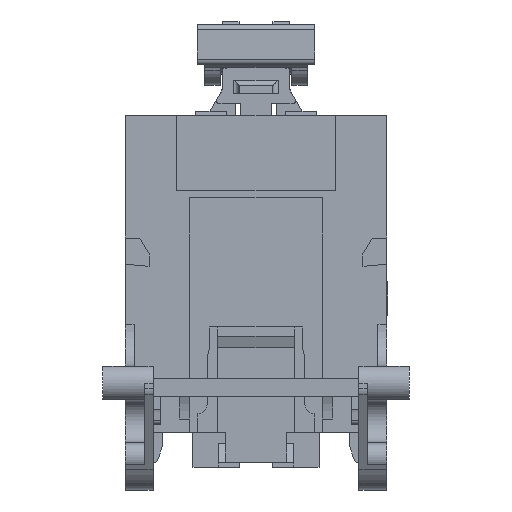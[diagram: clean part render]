
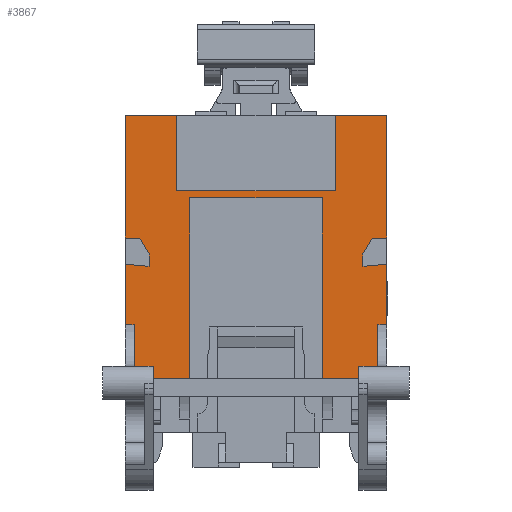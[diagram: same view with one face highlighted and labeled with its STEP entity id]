
A CAD part, front view. The second image highlights one B-rep face of the part: STEP entity #3867.
In plain terms, the highlighted face is planar.
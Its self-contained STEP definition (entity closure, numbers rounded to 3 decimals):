
#3867=ADVANCED_FACE('',(#10030),#7167,.T.);
#7167=PLANE('',#62060);
#10030=FACE_OUTER_BOUND('',#13315,.T.);
#13315=EDGE_LOOP('',(#18851,#18852,#18853,#18854,#18855,#18856,#18857,#18858,
#18859,#18860,#18861,#18862,#18863,#18864,#18865,#18866,#18867,#18868,#18869,
#18870,#18871,#18872,#18873,#18874,#18875,#18876,#18877,#18878,#18879,#18880));
#18851=ORIENTED_EDGE('',*,*,#40431,.T.);
#18852=ORIENTED_EDGE('',*,*,#40432,.T.);
#18853=ORIENTED_EDGE('',*,*,#40433,.T.);
#18854=ORIENTED_EDGE('',*,*,#40434,.T.);
#18855=ORIENTED_EDGE('',*,*,#40435,.F.);
#18856=ORIENTED_EDGE('',*,*,#40279,.F.);
#18857=ORIENTED_EDGE('',*,*,#40436,.T.);
#18858=ORIENTED_EDGE('',*,*,#40265,.F.);
#18859=ORIENTED_EDGE('',*,*,#40437,.F.);
#18860=ORIENTED_EDGE('',*,*,#40438,.F.);
#18861=ORIENTED_EDGE('',*,*,#40290,.T.);
#18862=ORIENTED_EDGE('',*,*,#40439,.F.);
#18863=ORIENTED_EDGE('',*,*,#40282,.T.);
#18864=ORIENTED_EDGE('',*,*,#40440,.F.);
#18865=ORIENTED_EDGE('',*,*,#40441,.T.);
#18866=ORIENTED_EDGE('',*,*,#40442,.F.);
#18867=ORIENTED_EDGE('',*,*,#40443,.F.);
#18868=ORIENTED_EDGE('',*,*,#40274,.F.);
#18869=ORIENTED_EDGE('',*,*,#40444,.T.);
#18870=ORIENTED_EDGE('',*,*,#40445,.T.);
#18871=ORIENTED_EDGE('',*,*,#40446,.T.);
#18872=ORIENTED_EDGE('',*,*,#40447,.T.);
#18873=ORIENTED_EDGE('',*,*,#40448,.T.);
#18874=ORIENTED_EDGE('',*,*,#40449,.T.);
#18875=ORIENTED_EDGE('',*,*,#39866,.T.);
#18876=ORIENTED_EDGE('',*,*,#40450,.F.);
#18877=ORIENTED_EDGE('',*,*,#40451,.F.);
#18878=ORIENTED_EDGE('',*,*,#40452,.T.);
#18879=ORIENTED_EDGE('',*,*,#39862,.T.);
#18880=ORIENTED_EDGE('',*,*,#40453,.F.);
#34061=VERTEX_POINT('',#83497);
#34062=VERTEX_POINT('',#83499);
#34065=VERTEX_POINT('',#83505);
#34066=VERTEX_POINT('',#83507);
#34397=VERTEX_POINT('',#84397);
#34399=VERTEX_POINT('',#84400);
#34407=VERTEX_POINT('',#84419);
#34408=VERTEX_POINT('',#84420);
#34411=VERTEX_POINT('',#84428);
#34412=VERTEX_POINT('',#84430);
#34413=VERTEX_POINT('',#84434);
#34414=VERTEX_POINT('',#84436);
#34420=VERTEX_POINT('',#84451);
#34421=VERTEX_POINT('',#84452);
#34556=VERTEX_POINT('',#84747);
#34557=VERTEX_POINT('',#84748);
#34558=VERTEX_POINT('',#84750);
#34559=VERTEX_POINT('',#84752);
#34560=VERTEX_POINT('',#84754);
#34561=VERTEX_POINT('',#84758);
#34562=VERTEX_POINT('',#84762);
#34563=VERTEX_POINT('',#84764);
#34564=VERTEX_POINT('',#84766);
#34565=VERTEX_POINT('',#84769);
#34566=VERTEX_POINT('',#84771);
#34567=VERTEX_POINT('',#84773);
#34568=VERTEX_POINT('',#84775);
#34569=VERTEX_POINT('',#84777);
#34570=VERTEX_POINT('',#84780);
#34571=VERTEX_POINT('',#84782);
#39862=EDGE_CURVE('',#34062,#34061,#48131,.T.);
#39866=EDGE_CURVE('',#34066,#34065,#48135,.T.);
#40265=EDGE_CURVE('',#34397,#34399,#48512,.T.);
#40274=EDGE_CURVE('',#34407,#34408,#48521,.T.);
#40279=EDGE_CURVE('',#34411,#34412,#48523,.T.);
#40282=EDGE_CURVE('',#34414,#34413,#48525,.T.);
#40290=EDGE_CURVE('',#34420,#34421,#48532,.T.);
#40431=EDGE_CURVE('',#34556,#34557,#48664,.T.);
#40432=EDGE_CURVE('',#34557,#34558,#48665,.T.);
#40433=EDGE_CURVE('',#34558,#34559,#48666,.T.);
#40434=EDGE_CURVE('',#34559,#34560,#48667,.T.);
#40435=EDGE_CURVE('',#34412,#34560,#48668,.T.);
#40436=EDGE_CURVE('',#34411,#34399,#48669,.T.);
#40437=EDGE_CURVE('',#34561,#34397,#48670,.T.);
#40438=EDGE_CURVE('',#34420,#34561,#48671,.T.);
#40439=EDGE_CURVE('',#34414,#34421,#48672,.T.);
#40440=EDGE_CURVE('',#34562,#34413,#48673,.T.);
#40441=EDGE_CURVE('',#34562,#34563,#48674,.T.);
#40442=EDGE_CURVE('',#34564,#34563,#48675,.T.);
#40443=EDGE_CURVE('',#34408,#34564,#48676,.T.);
#40444=EDGE_CURVE('',#34407,#34565,#48677,.T.);
#40445=EDGE_CURVE('',#34565,#34566,#48678,.T.);
#40446=EDGE_CURVE('',#34566,#34567,#48679,.T.);
#40447=EDGE_CURVE('',#34567,#34568,#48680,.T.);
#40448=EDGE_CURVE('',#34568,#34569,#48681,.T.);
#40449=EDGE_CURVE('',#34569,#34066,#48682,.T.);
#40450=EDGE_CURVE('',#34570,#34065,#48683,.T.);
#40451=EDGE_CURVE('',#34571,#34570,#48684,.T.);
#40452=EDGE_CURVE('',#34571,#34062,#48685,.T.);
#40453=EDGE_CURVE('',#34556,#34061,#48686,.T.);
#48131=LINE('',#83498,#55339);
#48135=LINE('',#83506,#55343);
#48512=LINE('',#84399,#55720);
#48521=LINE('',#84418,#55729);
#48523=LINE('',#84429,#55731);
#48525=LINE('',#84435,#55733);
#48532=LINE('',#84450,#55740);
#48664=LINE('',#84746,#55872);
#48665=LINE('',#84749,#55873);
#48666=LINE('',#84751,#55874);
#48667=LINE('',#84753,#55875);
#48668=LINE('',#84755,#55876);
#48669=LINE('',#84756,#55877);
#48670=LINE('',#84757,#55878);
#48671=LINE('',#84759,#55879);
#48672=LINE('',#84760,#55880);
#48673=LINE('',#84761,#55881);
#48674=LINE('',#84763,#55882);
#48675=LINE('',#84765,#55883);
#48676=LINE('',#84767,#55884);
#48677=LINE('',#84768,#55885);
#48678=LINE('',#84770,#55886);
#48679=LINE('',#84772,#55887);
#48680=LINE('',#84774,#55888);
#48681=LINE('',#84776,#55889);
#48682=LINE('',#84778,#55890);
#48683=LINE('',#84779,#55891);
#48684=LINE('',#84781,#55892);
#48685=LINE('',#84783,#55893);
#48686=LINE('',#84784,#55894);
#55339=VECTOR('',#67539,1.);
#55343=VECTOR('',#67543,1.);
#55720=VECTOR('',#68030,1.);
#55729=VECTOR('',#68043,1.);
#55731=VECTOR('',#68053,1.);
#55733=VECTOR('',#68059,1.);
#55740=VECTOR('',#68070,1.);
#55872=VECTOR('',#68218,1.);
#55873=VECTOR('',#68219,1.);
#55874=VECTOR('',#68220,1.);
#55875=VECTOR('',#68221,1.);
#55876=VECTOR('',#68222,1.);
#55877=VECTOR('',#68223,1.);
#55878=VECTOR('',#68224,1.);
#55879=VECTOR('',#68225,1.);
#55880=VECTOR('',#68226,1.);
#55881=VECTOR('',#68227,1.);
#55882=VECTOR('',#68228,1.);
#55883=VECTOR('',#68229,1.);
#55884=VECTOR('',#68230,1.);
#55885=VECTOR('',#68231,1.);
#55886=VECTOR('',#68232,1.);
#55887=VECTOR('',#68233,1.);
#55888=VECTOR('',#68234,1.);
#55889=VECTOR('',#68235,1.);
#55890=VECTOR('',#68236,1.);
#55891=VECTOR('',#68237,1.);
#55892=VECTOR('',#68238,1.);
#55893=VECTOR('',#68239,1.);
#55894=VECTOR('',#68240,1.);
#62060=AXIS2_PLACEMENT_3D('',#84785,#68241,#68242);
#67539=DIRECTION('',(-1.,0.,0.));
#67543=DIRECTION('',(-1.,0.,0.));
#68030=DIRECTION('',(-1.,0.,0.));
#68043=DIRECTION('',(-1.,0.,0.));
#68053=DIRECTION('',(-1.,0.,0.));
#68059=DIRECTION('',(0.,-1.,0.));
#68070=DIRECTION('',(0.,1.,0.));
#68218=DIRECTION('',(1.,0.,0.));
#68219=DIRECTION('',(0.5,-0.866,0.));
#68220=DIRECTION('',(0.,-1.,0.));
#68221=DIRECTION('',(-0.996,0.087,0.));
#68222=DIRECTION('',(0.,1.,0.));
#68223=DIRECTION('',(0.,-1.,0.));
#68224=DIRECTION('',(0.,1.,0.));
#68225=DIRECTION('',(-1.,0.,0.));
#68226=DIRECTION('',(-1.,0.,0.));
#68227=DIRECTION('',(-1.,0.,0.));
#68228=DIRECTION('',(0.,1.,0.));
#68229=DIRECTION('',(-1.,0.,0.));
#68230=DIRECTION('',(0.,-1.,0.));
#68231=DIRECTION('',(0.,1.,0.));
#68232=DIRECTION('',(-0.996,-0.087,0.));
#68233=DIRECTION('',(0.,1.,0.));
#68234=DIRECTION('',(0.5,0.866,0.));
#68235=DIRECTION('',(1.,0.,0.));
#68236=DIRECTION('',(0.,1.,0.));
#68237=DIRECTION('',(0.,1.,0.));
#68238=DIRECTION('',(1.,0.,0.));
#68239=DIRECTION('',(0.,1.,0.));
#68240=DIRECTION('',(0.,1.,0.));
#68241=DIRECTION('',(0.,0.,1.));
#68242=DIRECTION('',(1.,0.,0.));
#83497=CARTESIAN_POINT('',(-12.7,30.85,4.6));
#83498=CARTESIAN_POINT('',(12.7,30.85,4.6));
#83499=CARTESIAN_POINT('',(-7.7,30.85,4.6));
#83505=CARTESIAN_POINT('',(7.7,30.85,4.6));
#83506=CARTESIAN_POINT('',(12.7,30.85,4.6));
#83507=CARTESIAN_POINT('',(12.7,30.85,4.6));
#84397=CARTESIAN_POINT('',(-10.,6.45,4.6));
#84399=CARTESIAN_POINT('',(11.85,6.45,4.6));
#84400=CARTESIAN_POINT('',(-11.85,6.45,4.6));
#84418=CARTESIAN_POINT('',(12.7,10.45,4.6));
#84419=CARTESIAN_POINT('',(12.7,10.45,4.6));
#84420=CARTESIAN_POINT('',(11.85,10.45,4.6));
#84428=CARTESIAN_POINT('',(-11.85,10.45,4.6));
#84429=CARTESIAN_POINT('',(12.7,10.45,4.6));
#84430=CARTESIAN_POINT('',(-12.7,10.45,4.6));
#84434=CARTESIAN_POINT('',(6.45,5.25,4.6));
#84435=CARTESIAN_POINT('',(6.45,10.45,4.6));
#84436=CARTESIAN_POINT('',(6.45,22.8,4.6));
#84450=CARTESIAN_POINT('',(-6.45,10.45,4.6));
#84451=CARTESIAN_POINT('',(-6.45,5.25,4.6));
#84452=CARTESIAN_POINT('',(-6.45,22.8,4.6));
#84746=CARTESIAN_POINT('',(-12.7,18.9,4.6));
#84747=CARTESIAN_POINT('',(-12.7,18.9,4.6));
#84748=CARTESIAN_POINT('',(-11.295,18.9,4.6));
#84749=CARTESIAN_POINT('',(-11.295,18.9,4.6));
#84750=CARTESIAN_POINT('',(-10.4,17.35,4.6));
#84751=CARTESIAN_POINT('',(-10.4,17.35,4.6));
#84752=CARTESIAN_POINT('',(-10.4,16.149,4.6));
#84753=CARTESIAN_POINT('',(-10.4,16.149,4.6));
#84754=CARTESIAN_POINT('',(-12.7,16.35,4.6));
#84755=CARTESIAN_POINT('',(-12.7,10.45,4.6));
#84756=CARTESIAN_POINT('',(-11.85,10.45,4.6));
#84757=CARTESIAN_POINT('',(-10.,5.25,4.6));
#84758=CARTESIAN_POINT('',(-10.,5.25,4.6));
#84759=CARTESIAN_POINT('',(10.,5.25,4.6));
#84760=CARTESIAN_POINT('',(12.7,22.8,4.6));
#84761=CARTESIAN_POINT('',(10.,5.25,4.6));
#84762=CARTESIAN_POINT('',(10.,5.25,4.6));
#84763=CARTESIAN_POINT('',(10.,5.25,4.6));
#84764=CARTESIAN_POINT('',(10.,6.45,4.6));
#84765=CARTESIAN_POINT('',(11.85,6.45,4.6));
#84766=CARTESIAN_POINT('',(11.85,6.45,4.6));
#84767=CARTESIAN_POINT('',(11.85,10.45,4.6));
#84768=CARTESIAN_POINT('',(12.7,10.45,4.6));
#84769=CARTESIAN_POINT('',(12.7,16.35,4.6));
#84770=CARTESIAN_POINT('',(12.7,16.35,4.6));
#84771=CARTESIAN_POINT('',(10.4,16.149,4.6));
#84772=CARTESIAN_POINT('',(10.4,16.149,4.6));
#84773=CARTESIAN_POINT('',(10.4,17.35,4.6));
#84774=CARTESIAN_POINT('',(10.4,17.35,4.6));
#84775=CARTESIAN_POINT('',(11.295,18.9,4.6));
#84776=CARTESIAN_POINT('',(11.295,18.9,4.6));
#84777=CARTESIAN_POINT('',(12.7,18.9,4.6));
#84778=CARTESIAN_POINT('',(12.7,10.45,4.6));
#84779=CARTESIAN_POINT('',(7.7,23.5,4.6));
#84780=CARTESIAN_POINT('',(7.7,23.5,4.6));
#84781=CARTESIAN_POINT('',(-7.7,23.5,4.6));
#84782=CARTESIAN_POINT('',(-7.7,23.5,4.6));
#84783=CARTESIAN_POINT('',(-7.7,23.5,4.6));
#84784=CARTESIAN_POINT('',(-12.7,10.45,4.6));
#84785=CARTESIAN_POINT('',(12.7,10.45,4.6));
